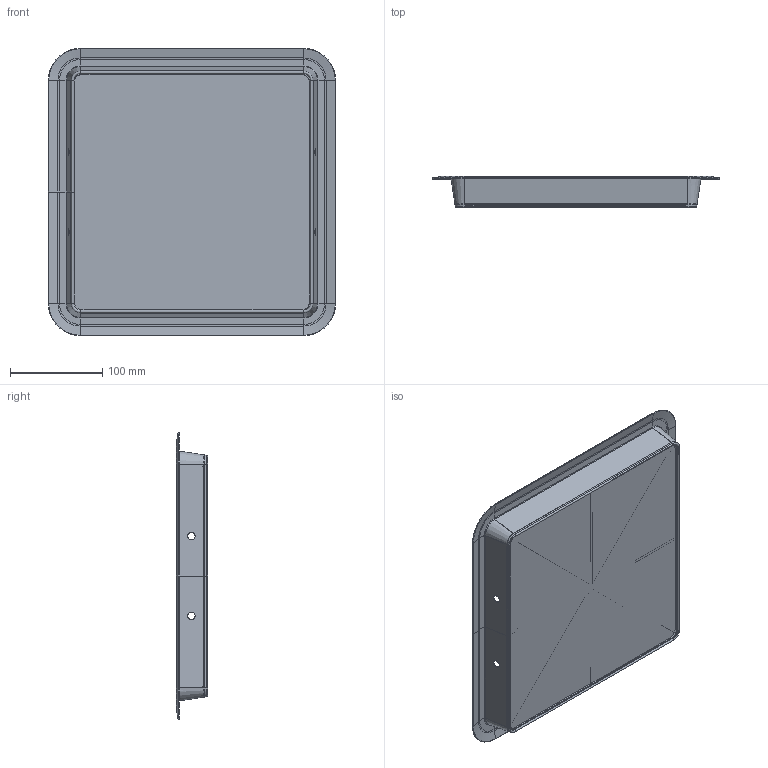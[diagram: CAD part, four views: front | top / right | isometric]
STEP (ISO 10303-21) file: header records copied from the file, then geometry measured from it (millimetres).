
FILE_DESCRIPTION (( 'STEP AP214' ), '1' );
FILE_NAME ('boite_sans_couvercle.STEP', '2021-10-30T09:32:35', ( '' ), ( '' ), 'SwSTEP 2.0', 'SolidWorks 2016', '' );
FILE_SCHEMA (( 'AUTOMOTIVE_DESIGN' ));
Length unit declared in the file: millimetre
Products named in the file (3): plateau; boite_sans_couvercle; CONTOUR
Assembly tree (2 placements, depth 2):
  boite_sans_couvercle
    CONTOUR
    plateau
Bounding box: 311.06 x 33.74 x 311.06 mm (x, y, z)
Volume: 198091 mm3; surface area: 268423.2 mm2
Topology: 2 solids, 2 shells, 303 faces, 659 edges, 358 vertices
Faces by surface type: plane 120, cylinder 87, torus 52, cone 44
Entity records: 8166 total; most frequent: DIRECTION 1534, CARTESIAN_POINT 1373, ORIENTED_EDGE 1318, EDGE_CURVE 659, AXIS2_PLACEMENT_3D 583, VECTOR 368, LINE 368, VERTEX_POINT 358
